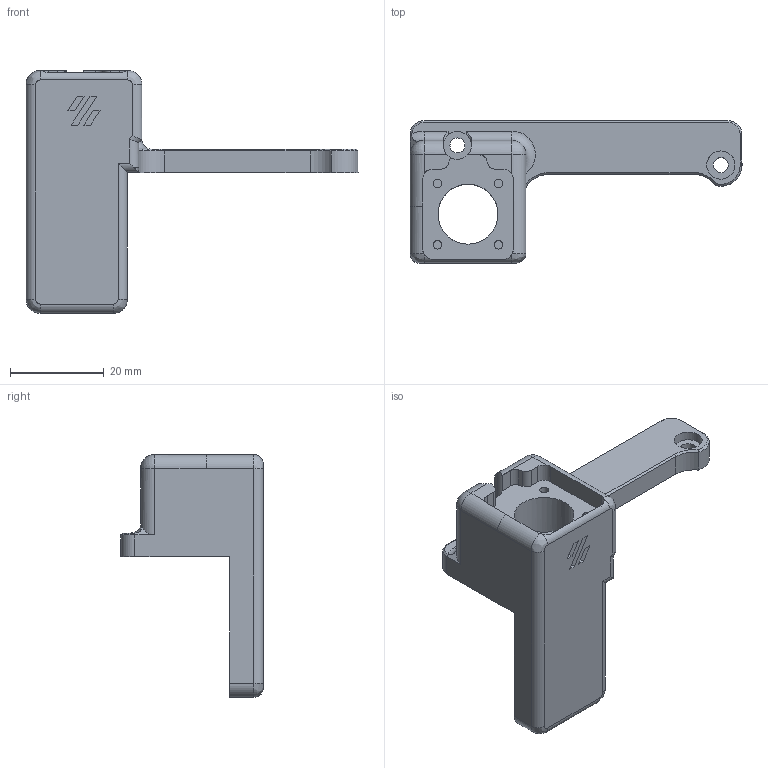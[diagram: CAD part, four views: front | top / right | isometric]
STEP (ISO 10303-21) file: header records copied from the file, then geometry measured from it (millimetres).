
FILE_DESCRIPTION(/* description */ (''),/* implementation_level */ '2;1');
FILE_NAME(/* name */ 'Rear Umbilical LP12.step',/* time_stamp */ '2023-01-23T17:05:56-08:00',/* author */ (''),/* organization */ (''),/* preprocessor_version */ 'ST-DEVELOPER v19.2',/* originating_system */ 'Autodesk Translation Framework v11.17.0.187',/* authorisation */ '');
FILE_SCHEMA (('AUTOMOTIVE_DESIGN { 1 0 10303 214 3 1 1 }'));
Length unit declared in the file: millimetre
Products named in the file (1): Rear Umbilical LP12
Bounding box: 70.67 x 30.33 x 51.7 mm (x, y, z)
Volume: 16252.9 mm3; surface area: 7896.5 mm2
Topology: 1 solids, 1 shells, 114 faces, 288 edges, 182 vertices
Faces by surface type: plane 54, cylinder 45, bspline 6, cone 5, torus 2, sphere 2
Full cylindrical faces by diameter (mm): 1.85 x4, 3.2 x2, 6 x2, 12.75 x1
Entity records: 3594 total; most frequent: CARTESIAN_POINT 785, DIRECTION 583, ORIENTED_EDGE 574, EDGE_CURVE 287, AXIS2_PLACEMENT_3D 207, VERTEX_POINT 182, LINE 169, VECTOR 169
